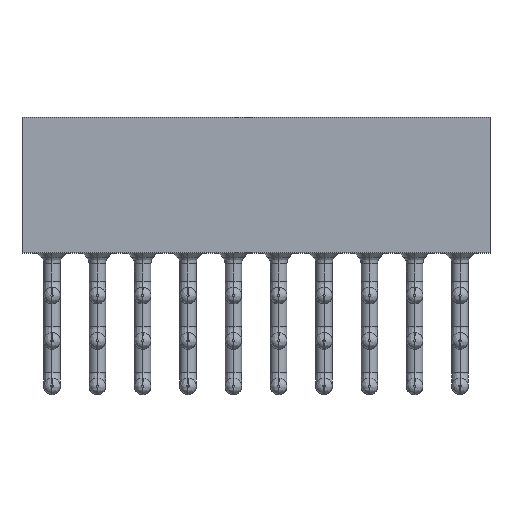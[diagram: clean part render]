
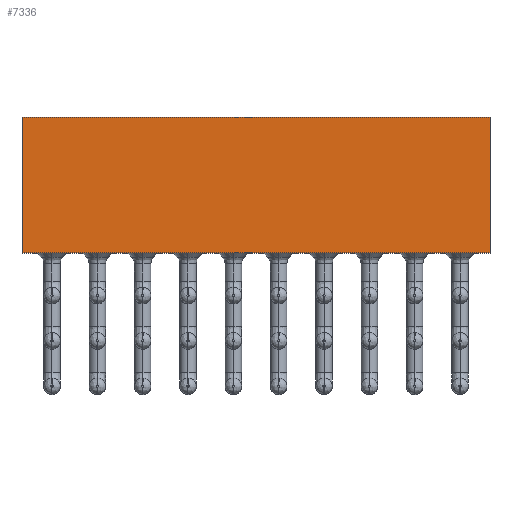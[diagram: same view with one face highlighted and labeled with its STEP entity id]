
A CAD part, top view. The second image highlights one B-rep face of the part: STEP entity #7336.
In plain terms, the highlighted planar face has unit normal (0, 0, 1).
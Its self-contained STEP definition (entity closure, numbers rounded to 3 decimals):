
#1085=CARTESIAN_POINT('',(0.,3.8,0.635));
#1086=VERTEX_POINT('',#1085);
#1087=CARTESIAN_POINT('',(0.,0.,0.635));
#1088=VERTEX_POINT('',#1087);
#1089=CARTESIAN_POINT('',(0.,3.8,0.635));
#1090=CARTESIAN_POINT('',(0.,3.04,0.635));
#1091=CARTESIAN_POINT('',(0.,2.28,0.635));
#1092=CARTESIAN_POINT('',(0.,1.52,0.635));
#1093=CARTESIAN_POINT('',(0.,0.76,0.635));
#1094=CARTESIAN_POINT('',(0.,0.,0.635));
#1095=B_SPLINE_CURVE_WITH_KNOTS('',5,(#1089,#1090,#1091,#1092,#1093,#1094),.UNSPECIFIED.,.F.,.U.,(6,6),(0.,3.8),.UNSPECIFIED.);
#1096=EDGE_CURVE('',#1086,#1088,#1095,.T.);
#5273=CARTESIAN_POINT('',(13.11,0.,0.635));
#5274=VERTEX_POINT('',#5273);
#5284=CARTESIAN_POINT('',(0.,0.,0.635));
#5285=CARTESIAN_POINT('',(2.622,0.,0.635));
#5286=CARTESIAN_POINT('',(5.244,0.,0.635));
#5287=CARTESIAN_POINT('',(7.866,0.,0.635));
#5288=CARTESIAN_POINT('',(10.488,0.,0.635));
#5289=CARTESIAN_POINT('',(13.11,0.,0.635));
#5290=B_SPLINE_CURVE_WITH_KNOTS('',5,(#5284,#5285,#5286,#5287,#5288,#5289),.UNSPECIFIED.,.F.,.U.,(6,6),(0.,13.11),.UNSPECIFIED.);
#5291=EDGE_CURVE('',#1088,#5274,#5290,.T.);
#7307=CARTESIAN_POINT('',(6.555,1.9,0.635));
#7308=DIRECTION('',(1.,0.,0.));
#7309=DIRECTION('',(0.,0.,1.));
#7310=AXIS2_PLACEMENT_3D('',#7307,#7309,#7308);
#7311=PLANE('',#7310);
#7312=ORIENTED_EDGE('',*,*,#1096,.T.);
#7313=ORIENTED_EDGE('',*,*,#5291,.T.);
#7314=CARTESIAN_POINT('',(13.11,3.8,0.635));
#7315=VERTEX_POINT('',#7314);
#7316=CARTESIAN_POINT('',(13.11,3.8,0.635));
#7317=CARTESIAN_POINT('',(13.11,3.04,0.635));
#7318=CARTESIAN_POINT('',(13.11,2.28,0.635));
#7319=CARTESIAN_POINT('',(13.11,1.52,0.635));
#7320=CARTESIAN_POINT('',(13.11,0.76,0.635));
#7321=CARTESIAN_POINT('',(13.11,0.,0.635));
#7322=B_SPLINE_CURVE_WITH_KNOTS('',5,(#7316,#7317,#7318,#7319,#7320,#7321),.UNSPECIFIED.,.F.,.U.,(6,6),(0.,3.8),.UNSPECIFIED.);
#7323=EDGE_CURVE('',#7315,#5274,#7322,.T.);
#7324=ORIENTED_EDGE('',*,*,#7323,.F.);
#7325=CARTESIAN_POINT('',(0.,3.8,0.635));
#7326=CARTESIAN_POINT('',(2.622,3.8,0.635));
#7327=CARTESIAN_POINT('',(5.244,3.8,0.635));
#7328=CARTESIAN_POINT('',(7.866,3.8,0.635));
#7329=CARTESIAN_POINT('',(10.488,3.8,0.635));
#7330=CARTESIAN_POINT('',(13.11,3.8,0.635));
#7331=B_SPLINE_CURVE_WITH_KNOTS('',5,(#7325,#7326,#7327,#7328,#7329,#7330),.UNSPECIFIED.,.F.,.U.,(6,6),(0.,13.11),.UNSPECIFIED.);
#7332=EDGE_CURVE('',#1086,#7315,#7331,.T.);
#7333=ORIENTED_EDGE('',*,*,#7332,.F.);
#7334=EDGE_LOOP('',(#7312,#7313,#7324,#7333));
#7335=FACE_OUTER_BOUND('',#7334,.T.);
#7336=ADVANCED_FACE('',(#7335),#7311,.T.);
